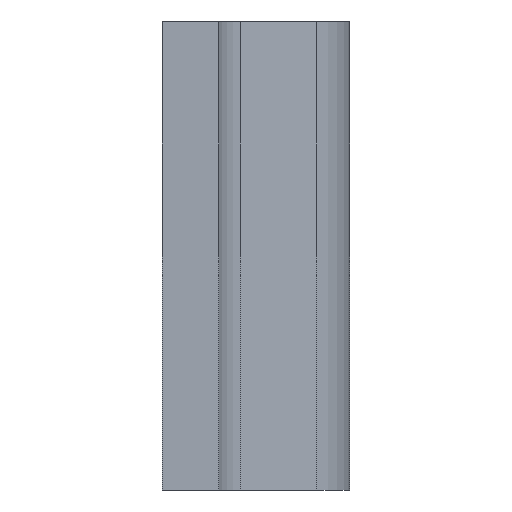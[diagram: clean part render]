
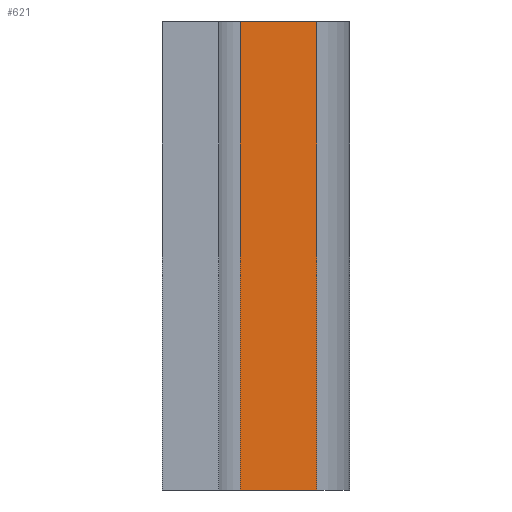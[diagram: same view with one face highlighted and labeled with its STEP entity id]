
A CAD part, left-side view. The second image highlights one B-rep face of the part: STEP entity #621.
In plain terms, the highlighted planar face has unit normal (-0.707, -0.707, 0).
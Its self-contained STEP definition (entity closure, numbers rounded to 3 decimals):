
#32=PLANE('',#693);
#64=FACE_OUTER_BOUND('',#98,.T.);
#98=EDGE_LOOP('',(#550,#551,#552,#553));
#145=LINE('',#1019,#205);
#152=LINE('',#1040,#212);
#160=LINE('',#1054,#220);
#162=LINE('',#1059,#222);
#205=VECTOR('',#814,10.);
#212=VECTOR('',#839,10.);
#220=VECTOR('',#857,10.);
#222=VECTOR('',#863,10.);
#304=VERTEX_POINT('',#1016);
#305=VERTEX_POINT('',#1018);
#310=VERTEX_POINT('',#1038);
#311=VERTEX_POINT('',#1053);
#379=EDGE_CURVE('',#305,#304,#145,.T.);
#389=EDGE_CURVE('',#310,#304,#152,.T.);
#397=EDGE_CURVE('',#305,#311,#160,.T.);
#400=EDGE_CURVE('',#311,#310,#162,.T.);
#550=ORIENTED_EDGE('',*,*,#389,.F.);
#551=ORIENTED_EDGE('',*,*,#400,.F.);
#552=ORIENTED_EDGE('',*,*,#397,.F.);
#553=ORIENTED_EDGE('',*,*,#379,.T.);
#621=ADVANCED_FACE('',(#64),#32,.T.);
#693=AXIS2_PLACEMENT_3D('',#1058,#861,#862);
#814=DIRECTION('',(0.707,-0.707,0.));
#839=DIRECTION('',(0.,0.,-1.));
#857=DIRECTION('',(0.,0.,1.));
#861=DIRECTION('center_axis',(-0.707,-0.707,0.));
#862=DIRECTION('ref_axis',(0.707,-0.707,0.));
#863=DIRECTION('',(0.707,-0.707,0.));
#1016=CARTESIAN_POINT('',(42.059,-7.084,0.));
#1018=CARTESIAN_POINT('',(37.988,-3.013,0.));
#1019=CARTESIAN_POINT('',(36.817,-1.842,0.));
#1038=CARTESIAN_POINT('',(42.059,-7.084,25.));
#1040=CARTESIAN_POINT('',(42.059,-7.084,0.));
#1053=CARTESIAN_POINT('',(37.988,-3.013,25.));
#1054=CARTESIAN_POINT('',(37.988,-3.013,0.));
#1058=CARTESIAN_POINT('Origin',(36.817,-1.842,0.));
#1059=CARTESIAN_POINT('',(36.817,-1.842,25.));
